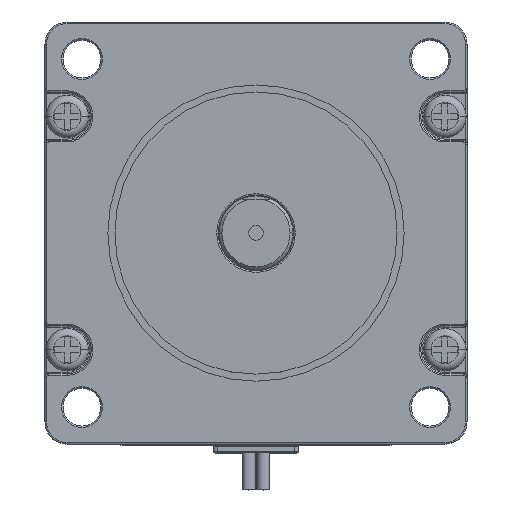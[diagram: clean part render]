
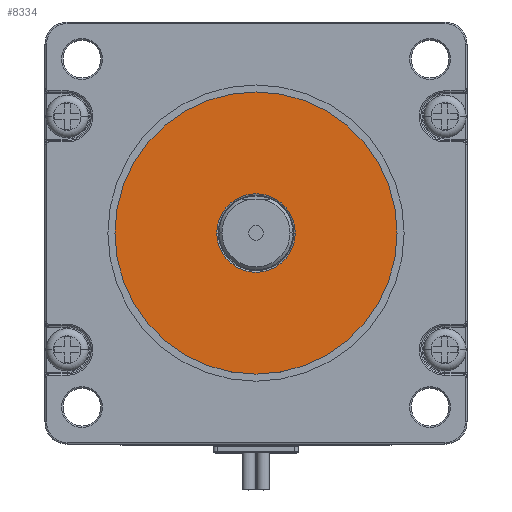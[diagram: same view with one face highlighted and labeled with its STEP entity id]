
A CAD part, top view. The second image highlights one B-rep face of the part: STEP entity #8334.
In plain terms, the highlighted planar face has unit normal (0, 0, 1).
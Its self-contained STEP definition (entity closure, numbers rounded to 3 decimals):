
#673 = DIRECTION ( 'NONE',  ( 0., 0., 1. ) ) ;
#2011 = CARTESIAN_POINT ( 'NONE',  ( -19.05, 0., 1.6 ) ) ;
#2480 = DIRECTION ( 'NONE',  ( 1., 0., 0. ) ) ;
#4099 = CIRCLE ( 'NONE', #34082, 19.05 ) ;
#5158 = CARTESIAN_POINT ( 'NONE',  ( 0., 0., 1.6 ) ) ;
#5518 = CARTESIAN_POINT ( 'NONE',  ( 0., 0., 1.6 ) ) ;
#6787 = VERTEX_POINT ( 'NONE', #10012 ) ;
#7176 = ORIENTED_EDGE ( 'NONE', *, *, #31748, .T. ) ;
#8334 = ADVANCED_FACE ( 'NONE', ( #32207, #29278 ), #32588, .T. ) ;
#8410 = ORIENTED_EDGE ( 'NONE', *, *, #15836, .T. ) ;
#8519 = AXIS2_PLACEMENT_3D ( 'NONE', #5158, #11204, #35063 ) ;
#9247 = EDGE_LOOP ( 'NONE', ( #8410, #20839 ) ) ;
#9370 = EDGE_CURVE ( 'NONE', #6787, #30197, #25389, .T. ) ;
#10012 = CARTESIAN_POINT ( 'NONE',  ( -5.3, 0., 1.6 ) ) ;
#11139 = CARTESIAN_POINT ( 'NONE',  ( 19.05, 0., 1.6 ) ) ;
#11204 = DIRECTION ( 'NONE',  ( 0., 0., -1. ) ) ;
#13319 = EDGE_CURVE ( 'NONE', #14465, #22543, #36697, .T. ) ;
#14368 = ORIENTED_EDGE ( 'NONE', *, *, #13319, .T. ) ;
#14465 = VERTEX_POINT ( 'NONE', #2011 ) ;
#14545 = DIRECTION ( 'NONE',  ( 0., 0., 1. ) ) ;
#14941 = AXIS2_PLACEMENT_3D ( 'NONE', #5518, #17451, #38569 ) ;
#15836 = EDGE_CURVE ( 'NONE', #30197, #6787, #38056, .T. ) ;
#17451 = DIRECTION ( 'NONE',  ( 0., 0., -1. ) ) ;
#17715 = DIRECTION ( 'NONE',  ( 0., 0., 1. ) ) ;
#20608 = DIRECTION ( 'NONE',  ( 1., 0., 0. ) ) ;
#20839 = ORIENTED_EDGE ( 'NONE', *, *, #9370, .T. ) ;
#21401 = DIRECTION ( 'NONE',  ( 1., 0., 0. ) ) ;
#22543 = VERTEX_POINT ( 'NONE', #11139 ) ;
#25389 = CIRCLE ( 'NONE', #8519, 5.3 ) ;
#26661 = CARTESIAN_POINT ( 'NONE',  ( 0., 0., 1.6 ) ) ;
#26883 = CARTESIAN_POINT ( 'NONE',  ( 0., 0., 1.6 ) ) ;
#29278 = FACE_OUTER_BOUND ( 'NONE', #35107, .T. ) ;
#29657 = CARTESIAN_POINT ( 'NONE',  ( 0., 0., 1.6 ) ) ;
#30197 = VERTEX_POINT ( 'NONE', #31462 ) ;
#31462 = CARTESIAN_POINT ( 'NONE',  ( 5.3, 0., 1.6 ) ) ;
#31748 = EDGE_CURVE ( 'NONE', #22543, #14465, #4099, .T. ) ;
#32207 = FACE_BOUND ( 'NONE', #9247, .T. ) ;
#32588 = PLANE ( 'NONE',  #37869 ) ;
#34082 = AXIS2_PLACEMENT_3D ( 'NONE', #26883, #673, #21401 ) ;
#35063 = DIRECTION ( 'NONE',  ( 1., 0., 0. ) ) ;
#35107 = EDGE_LOOP ( 'NONE', ( #14368, #7176 ) ) ;
#36697 = CIRCLE ( 'NONE', #37324, 19.05 ) ;
#37324 = AXIS2_PLACEMENT_3D ( 'NONE', #26661, #14545, #20608 ) ;
#37869 = AXIS2_PLACEMENT_3D ( 'NONE', #29657, #17715, #2480 ) ;
#38056 = CIRCLE ( 'NONE', #14941, 5.3 ) ;
#38569 = DIRECTION ( 'NONE',  ( 1., 0., 0. ) ) ;
